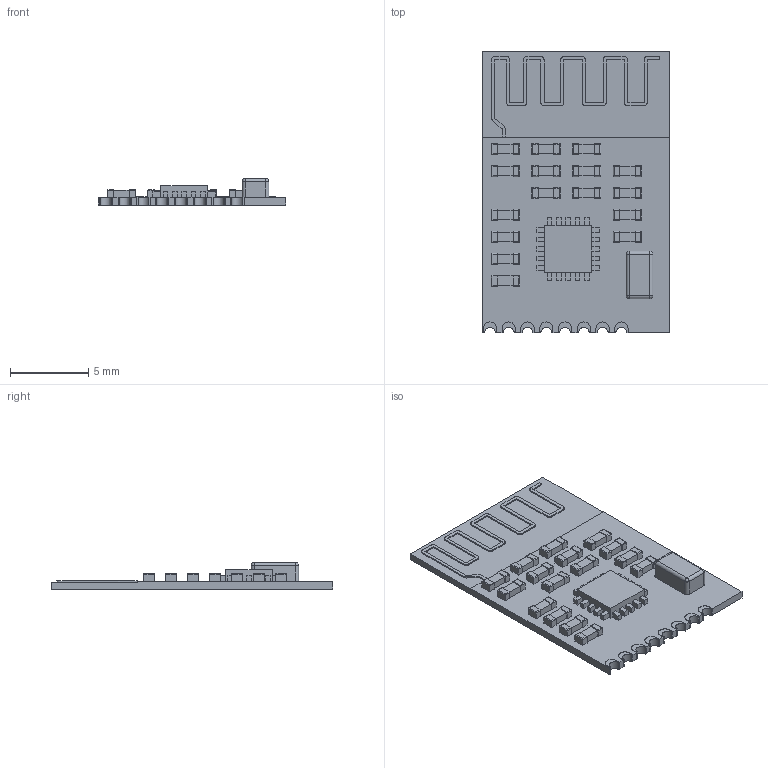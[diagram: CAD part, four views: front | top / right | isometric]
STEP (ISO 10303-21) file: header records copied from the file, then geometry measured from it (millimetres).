
FILE_DESCRIPTION(/* description */ (''),/* implementation_level */ '2;1');
FILE_NAME(/* name */ 'cc2500',/* time_stamp */ '2017-09-26T13:31:35+02:00',/* author */ ('Henrik Rosvall'),/* organization */ ('Elkapsling Ab'),/* preprocessor_version */ 'ST-DEVELOPER v16.7',/* originating_system */ 'DEX',/* authorisation */ $);
FILE_SCHEMA (('AUTOMOTIVE_DESIGN {1 0 10303 214 3 1 1}'));
Length unit declared in the file: millimetre
Products named in the file (1): cc2500
Bounding box: 12 x 18.01 x 1.72 mm (x, y, z)
Volume: 127.3 mm3; surface area: 533.1 mm2
Topology: 1 solids, 1 shells, 576 faces, 1594 edges, 1034 vertices
Faces by surface type: plane 406, cylinder 166, sphere 4
Entity records: 22177 total; most frequent: CARTESIAN_POINT 3201, ORIENTED_EDGE 3180, DIRECTION 3012, EDGE_CURVE 1590, LINE 1322, VECTOR 1322, VERTEX_POINT 1034, AXIS2_PLACEMENT_3D 845
